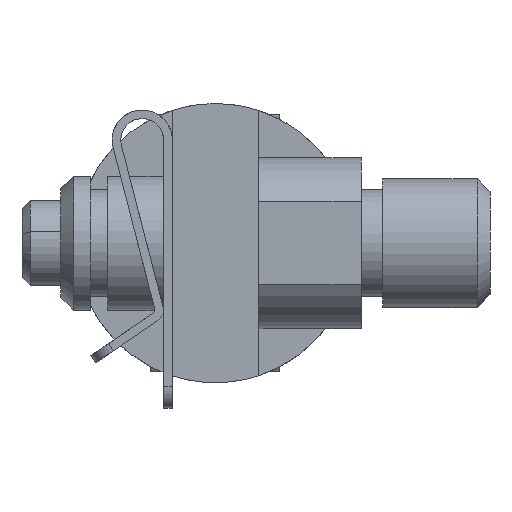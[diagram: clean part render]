
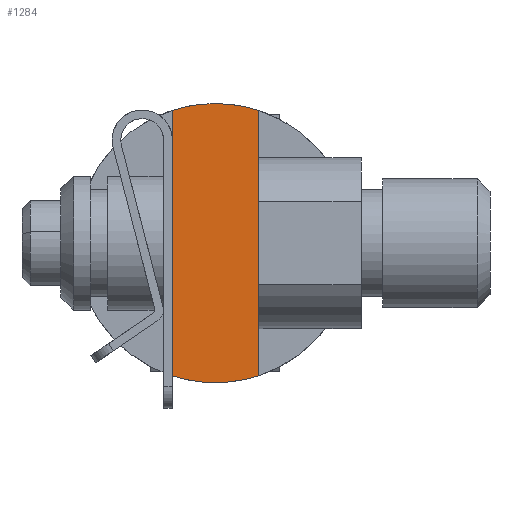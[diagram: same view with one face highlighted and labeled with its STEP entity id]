
A CAD part, front view. The second image highlights one B-rep face of the part: STEP entity #1284.
In plain terms, the highlighted planar face has unit normal (0, -1, 0).
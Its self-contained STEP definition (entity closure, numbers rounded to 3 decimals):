
#126 = AXIS2_PLACEMENT_3D ( 'NONE', #4269, #2307, #2273 ) ;
#170 = ORIENTED_EDGE ( 'NONE', *, *, #1895, .F. ) ;
#431 = CIRCLE ( 'NONE', #126, 6.5 ) ;
#603 = ORIENTED_EDGE ( 'NONE', *, *, #5760, .F. ) ;
#634 = DIRECTION ( 'NONE',  ( 0., 0., 1. ) ) ;
#684 = VERTEX_POINT ( 'NONE', #2999 ) ;
#690 = ORIENTED_EDGE ( 'NONE', *, *, #2684, .F. ) ;
#979 = CARTESIAN_POINT ( 'NONE',  ( 0., -13., 0. ) ) ;
#1006 = AXIS2_PLACEMENT_3D ( 'NONE', #3034, #2124, #4549 ) ;
#1076 = EDGE_LOOP ( 'NONE', ( #690, #4112, #3849, #4456, #170, #603 ) ) ;
#1138 = PLANE ( 'NONE',  #1006 ) ;
#1252 = EDGE_CURVE ( 'NONE', #2966, #5609, #1398, .T. ) ;
#1284 = ADVANCED_FACE ( 'NONE', ( #5438 ), #1138, .F. ) ;
#1334 = AXIS2_PLACEMENT_3D ( 'NONE', #1966, #5816, #3464 ) ;
#1398 = CIRCLE ( 'NONE', #1993, 6.5 ) ;
#1632 = CARTESIAN_POINT ( 'NONE',  ( 2., -13., 0. ) ) ;
#1895 = EDGE_CURVE ( 'NONE', #684, #4869, #5321, .T. ) ;
#1966 = CARTESIAN_POINT ( 'NONE',  ( 0., -13., 0. ) ) ;
#1993 = AXIS2_PLACEMENT_3D ( 'NONE', #3374, #5794, #2401 ) ;
#2124 = DIRECTION ( 'NONE',  ( 0., 1., 0. ) ) ;
#2273 = DIRECTION ( 'NONE',  ( 0., 0., 1. ) ) ;
#2307 = DIRECTION ( 'NONE',  ( 0., 1., 0. ) ) ;
#2319 = CIRCLE ( 'NONE', #1334, 6.5 ) ;
#2401 = DIRECTION ( 'NONE',  ( 0., 0., 1. ) ) ;
#2485 = DIRECTION ( 'NONE',  ( 0., 1., 0. ) ) ;
#2533 = CARTESIAN_POINT ( 'NONE',  ( -2., -13., -6.185 ) ) ;
#2545 = EDGE_CURVE ( 'NONE', #5150, #5609, #2609, .T. ) ;
#2609 = LINE ( 'NONE', #1632, #4109 ) ;
#2684 = EDGE_CURVE ( 'NONE', #5150, #3287, #431, .T. ) ;
#2966 = VERTEX_POINT ( 'NONE', #4092 ) ;
#2999 = CARTESIAN_POINT ( 'NONE',  ( -2., -13., -6.185 ) ) ;
#3034 = CARTESIAN_POINT ( 'NONE',  ( 0., -13., 0. ) ) ;
#3157 = CARTESIAN_POINT ( 'NONE',  ( 2., -13., -6.185 ) ) ;
#3287 = VERTEX_POINT ( 'NONE', #4592 ) ;
#3374 = CARTESIAN_POINT ( 'NONE',  ( 0., -13., 0. ) ) ;
#3464 = DIRECTION ( 'NONE',  ( 0., 0., 1. ) ) ;
#3770 = CIRCLE ( 'NONE', #6001, 6.5 ) ;
#3849 = ORIENTED_EDGE ( 'NONE', *, *, #1252, .F. ) ;
#4043 = EDGE_CURVE ( 'NONE', #4869, #2966, #2319, .T. ) ;
#4092 = CARTESIAN_POINT ( 'NONE',  ( 0., -13., 6.5 ) ) ;
#4109 = VECTOR ( 'NONE', #4606, 1000. ) ;
#4112 = ORIENTED_EDGE ( 'NONE', *, *, #2545, .T. ) ;
#4269 = CARTESIAN_POINT ( 'NONE',  ( 0., -13., 0. ) ) ;
#4456 = ORIENTED_EDGE ( 'NONE', *, *, #4043, .F. ) ;
#4549 = DIRECTION ( 'NONE',  ( 0., 0., 1. ) ) ;
#4592 = CARTESIAN_POINT ( 'NONE',  ( 0., -13., -6.5 ) ) ;
#4606 = DIRECTION ( 'NONE',  ( 0., 0., 1. ) ) ;
#4869 = VERTEX_POINT ( 'NONE', #6149 ) ;
#4943 = DIRECTION ( 'NONE',  ( 0., 0., 1. ) ) ;
#5150 = VERTEX_POINT ( 'NONE', #3157 ) ;
#5211 = CARTESIAN_POINT ( 'NONE',  ( 2., -13., 6.185 ) ) ;
#5321 = LINE ( 'NONE', #2533, #5421 ) ;
#5421 = VECTOR ( 'NONE', #4943, 1000. ) ;
#5438 = FACE_OUTER_BOUND ( 'NONE', #1076, .T. ) ;
#5609 = VERTEX_POINT ( 'NONE', #5211 ) ;
#5760 = EDGE_CURVE ( 'NONE', #3287, #684, #3770, .T. ) ;
#5794 = DIRECTION ( 'NONE',  ( 0., 1., 0. ) ) ;
#5816 = DIRECTION ( 'NONE',  ( 0., 1., 0. ) ) ;
#6001 = AXIS2_PLACEMENT_3D ( 'NONE', #979, #2485, #634 ) ;
#6149 = CARTESIAN_POINT ( 'NONE',  ( -2., -13., 6.185 ) ) ;
